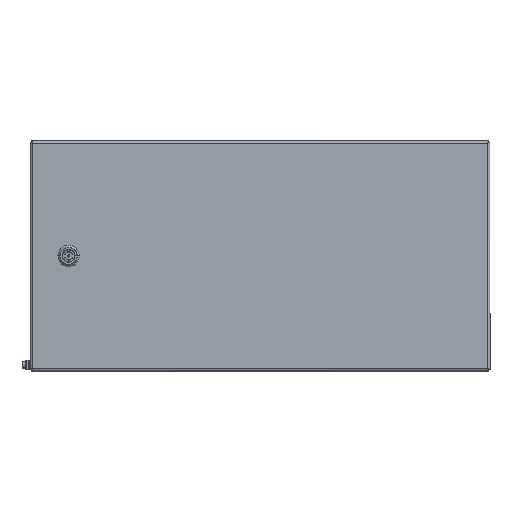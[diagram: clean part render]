
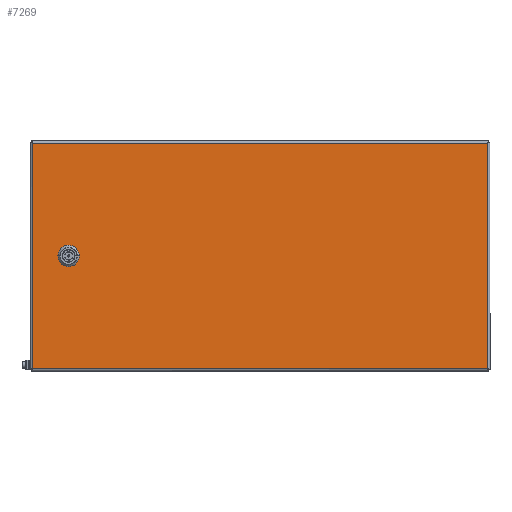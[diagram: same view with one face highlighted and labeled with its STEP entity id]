
A CAD part, top view. The second image highlights one B-rep face of the part: STEP entity #7269.
In plain terms, the highlighted face is planar.
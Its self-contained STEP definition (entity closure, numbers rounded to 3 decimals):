
#141 = CARTESIAN_POINT ( 'NONE',  ( 255.154, 10., 0. ) ) ;
#174 = DIRECTION ( 'NONE',  ( 0., -1., 0. ) ) ;
#1107 = DIRECTION ( 'NONE',  ( 0., 0., -1. ) ) ;
#1215 = VERTEX_POINT ( 'NONE', #2778 ) ;
#2508 = EDGE_CURVE ( 'NONE', #21040, #24630, #28597, .T. ) ;
#2677 = CARTESIAN_POINT ( 'NONE',  ( -297.25, -148.493, 0. ) ) ;
#2778 = CARTESIAN_POINT ( 'NONE',  ( 244.846, 10., 0. ) ) ;
#2819 = DIRECTION ( 'NONE',  ( 0., 1., 0. ) ) ;
#3060 = DIRECTION ( 'NONE',  ( 0., 1., 0. ) ) ;
#3209 = VECTOR ( 'NONE', #31193, 1000. ) ;
#3512 = CARTESIAN_POINT ( 'NONE',  ( 297.25, 148.493, 0. ) ) ;
#5031 = EDGE_CURVE ( 'NONE', #17941, #6403, #38280, .T. ) ;
#5120 = VERTEX_POINT ( 'NONE', #30508 ) ;
#5904 = CARTESIAN_POINT ( 'NONE',  ( -297.25, -147.25, 0. ) ) ;
#6305 = CARTESIAN_POINT ( 'NONE',  ( 250., 0., 0. ) ) ;
#6403 = VERTEX_POINT ( 'NONE', #24656 ) ;
#6919 = DIRECTION ( 'NONE',  ( 0., -1., 0. ) ) ;
#7112 = VECTOR ( 'NONE', #2819, 1000. ) ;
#7269 = ADVANCED_FACE ( 'NONE', ( #17197, #8261 ), #14069, .F. ) ;
#7854 = VERTEX_POINT ( 'NONE', #34244 ) ;
#8003 = EDGE_LOOP ( 'NONE', ( #43196, #27093, #31967, #25107, #28442, #29012, #12342, #25801 ) ) ;
#8261 = FACE_OUTER_BOUND ( 'NONE', #13852, .T. ) ;
#8797 = DIRECTION ( 'NONE',  ( -1., 0., 0. ) ) ;
#8820 = CARTESIAN_POINT ( 'NONE',  ( 297.25, 147.25, 0. ) ) ;
#8902 = DIRECTION ( 'NONE',  ( 1., 0., 0. ) ) ;
#9712 = DIRECTION ( 'NONE',  ( -1., 0., 0. ) ) ;
#10131 = AXIS2_PLACEMENT_3D ( 'NONE', #6305, #29770, #9712 ) ;
#10691 = LINE ( 'NONE', #28978, #11744 ) ;
#10787 = VERTEX_POINT ( 'NONE', #37666 ) ;
#11120 = LINE ( 'NONE', #24435, #3209 ) ;
#11278 = DIRECTION ( 'NONE',  ( 0., 0., -1. ) ) ;
#11462 = ORIENTED_EDGE ( 'NONE', *, *, #40782, .T. ) ;
#11744 = VECTOR ( 'NONE', #8902, 1000. ) ;
#12342 = ORIENTED_EDGE ( 'NONE', *, *, #5031, .F. ) ;
#12660 = VECTOR ( 'NONE', #3060, 1000. ) ;
#13166 = VECTOR ( 'NONE', #6919, 1000. ) ;
#13564 = ORIENTED_EDGE ( 'NONE', *, *, #37195, .T. ) ;
#13852 = EDGE_LOOP ( 'NONE', ( #11462, #32435, #13564, #40094 ) ) ;
#14069 = PLANE ( 'NONE',  #18768 ) ;
#14222 = CARTESIAN_POINT ( 'NONE',  ( -300., 150., 0. ) ) ;
#15161 = VERTEX_POINT ( 'NONE', #5904 ) ;
#17197 = FACE_BOUND ( 'NONE', #8003, .T. ) ;
#17593 = CARTESIAN_POINT ( 'NONE',  ( 298.493, -147.25, 0. ) ) ;
#17941 = VERTEX_POINT ( 'NONE', #25968 ) ;
#18768 = AXIS2_PLACEMENT_3D ( 'NONE', #14222, #40980, #20908 ) ;
#19327 = CIRCLE ( 'NONE', #10131, 11.25 ) ;
#19435 = AXIS2_PLACEMENT_3D ( 'NONE', #40205, #20165, #8797 ) ;
#19697 = VECTOR ( 'NONE', #174, 1000. ) ;
#20165 = DIRECTION ( 'NONE',  ( 0., 0., -1. ) ) ;
#20198 = CARTESIAN_POINT ( 'NONE',  ( 260., 5.154, 0. ) ) ;
#20908 = DIRECTION ( 'NONE',  ( 1., 0., 0. ) ) ;
#20956 = LINE ( 'NONE', #3512, #13166 ) ;
#21040 = VERTEX_POINT ( 'NONE', #28958 ) ;
#21206 = CARTESIAN_POINT ( 'NONE',  ( 250., 0., 0. ) ) ;
#22179 = VERTEX_POINT ( 'NONE', #23973 ) ;
#22636 = CARTESIAN_POINT ( 'NONE',  ( 260., -5.154, 0. ) ) ;
#22836 = LINE ( 'NONE', #2677, #7112 ) ;
#23668 = DIRECTION ( 'NONE',  ( 1., 0., 0. ) ) ;
#23973 = CARTESIAN_POINT ( 'NONE',  ( -297.25, 147.25, 0. ) ) ;
#24435 = CARTESIAN_POINT ( 'NONE',  ( 255.154, -10., 0. ) ) ;
#24576 = DIRECTION ( 'NONE',  ( -1., 0., 0. ) ) ;
#24630 = VERTEX_POINT ( 'NONE', #22636 ) ;
#24656 = CARTESIAN_POINT ( 'NONE',  ( 240., 5.154, 0. ) ) ;
#25107 = ORIENTED_EDGE ( 'NONE', *, *, #32117, .F. ) ;
#25266 = CIRCLE ( 'NONE', #19435, 11.25 ) ;
#25801 = ORIENTED_EDGE ( 'NONE', *, *, #38480, .F. ) ;
#25968 = CARTESIAN_POINT ( 'NONE',  ( 240., -5.154, 0. ) ) ;
#27093 = ORIENTED_EDGE ( 'NONE', *, *, #43158, .F. ) ;
#27222 = AXIS2_PLACEMENT_3D ( 'NONE', #21206, #1107, #24576 ) ;
#27811 = VECTOR ( 'NONE', #23668, 1000. ) ;
#28442 = ORIENTED_EDGE ( 'NONE', *, *, #38858, .F. ) ;
#28597 = LINE ( 'NONE', #20198, #19697 ) ;
#28949 = VECTOR ( 'NONE', #31059, 1000. ) ;
#28958 = CARTESIAN_POINT ( 'NONE',  ( 260., 5.154, 0. ) ) ;
#28978 = CARTESIAN_POINT ( 'NONE',  ( -298.493, 147.25, 0. ) ) ;
#29012 = ORIENTED_EDGE ( 'NONE', *, *, #43436, .F. ) ;
#29528 = VERTEX_POINT ( 'NONE', #8820 ) ;
#29770 = DIRECTION ( 'NONE',  ( 0., 0., -1. ) ) ;
#30508 = CARTESIAN_POINT ( 'NONE',  ( 297.25, -147.25, 0. ) ) ;
#31059 = DIRECTION ( 'NONE',  ( -1., 0., 0. ) ) ;
#31193 = DIRECTION ( 'NONE',  ( -1., 0., 0. ) ) ;
#31313 = CARTESIAN_POINT ( 'NONE',  ( 250., 0., 0. ) ) ;
#31967 = ORIENTED_EDGE ( 'NONE', *, *, #2508, .F. ) ;
#32117 = EDGE_CURVE ( 'NONE', #42474, #21040, #25266, .T. ) ;
#32435 = ORIENTED_EDGE ( 'NONE', *, *, #34932, .T. ) ;
#32590 = CIRCLE ( 'NONE', #33573, 11.25 ) ;
#33573 = AXIS2_PLACEMENT_3D ( 'NONE', #31313, #11278, #34728 ) ;
#34244 = CARTESIAN_POINT ( 'NONE',  ( 255.154, -10., 0. ) ) ;
#34728 = DIRECTION ( 'NONE',  ( -1., 0., 0. ) ) ;
#34932 = EDGE_CURVE ( 'NONE', #15161, #22179, #22836, .T. ) ;
#35557 = CIRCLE ( 'NONE', #27222, 11.25 ) ;
#37195 = EDGE_CURVE ( 'NONE', #22179, #29528, #10691, .T. ) ;
#37666 = CARTESIAN_POINT ( 'NONE',  ( 244.846, -10., 0. ) ) ;
#37823 = LINE ( 'NONE', #17593, #28949 ) ;
#38280 = LINE ( 'NONE', #43234, #12660 ) ;
#38480 = EDGE_CURVE ( 'NONE', #10787, #17941, #32590, .T. ) ;
#38858 = EDGE_CURVE ( 'NONE', #1215, #42474, #43532, .T. ) ;
#40094 = ORIENTED_EDGE ( 'NONE', *, *, #41745, .T. ) ;
#40205 = CARTESIAN_POINT ( 'NONE',  ( 250., 0., 0. ) ) ;
#40782 = EDGE_CURVE ( 'NONE', #5120, #15161, #37823, .T. ) ;
#40817 = EDGE_CURVE ( 'NONE', #7854, #10787, #11120, .T. ) ;
#40980 = DIRECTION ( 'NONE',  ( 0., 0., 1. ) ) ;
#41560 = CARTESIAN_POINT ( 'NONE',  ( 255.154, 10., 0. ) ) ;
#41745 = EDGE_CURVE ( 'NONE', #29528, #5120, #20956, .T. ) ;
#42474 = VERTEX_POINT ( 'NONE', #41560 ) ;
#43158 = EDGE_CURVE ( 'NONE', #24630, #7854, #19327, .T. ) ;
#43196 = ORIENTED_EDGE ( 'NONE', *, *, #40817, .F. ) ;
#43234 = CARTESIAN_POINT ( 'NONE',  ( 240., 5.154, 0. ) ) ;
#43436 = EDGE_CURVE ( 'NONE', #6403, #1215, #35557, .T. ) ;
#43532 = LINE ( 'NONE', #141, #27811 ) ;
